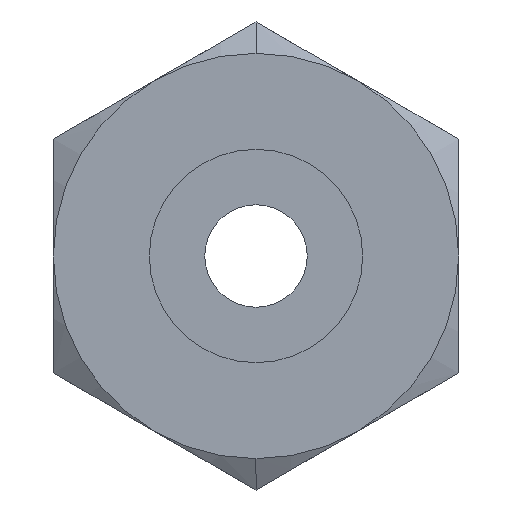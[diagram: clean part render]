
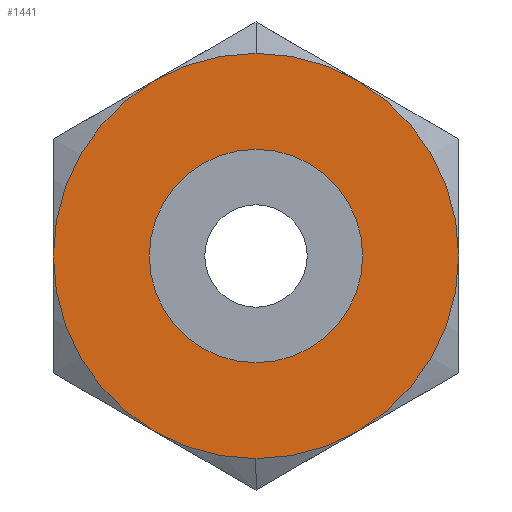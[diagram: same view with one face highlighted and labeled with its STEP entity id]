
A CAD part, left-side view. The second image highlights one B-rep face of the part: STEP entity #1441.
In plain terms, the highlighted planar face has unit normal (-1, 0, 0).
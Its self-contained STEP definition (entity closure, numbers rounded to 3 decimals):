
#102 = DIRECTION ( 'NONE',  ( 1., 0., 0. ) ) ;
#258 = CARTESIAN_POINT ( 'NONE',  ( 0., 0., 5. ) ) ;
#342 = DIRECTION ( 'NONE',  ( 0., 0., 1. ) ) ;
#535 = EDGE_CURVE ( 'NONE', #1761, #1709, #5853, .T. ) ;
#817 = AXIS2_PLACEMENT_3D ( 'NONE', #1450, #5013, #342 ) ;
#886 = ORIENTED_EDGE ( 'NONE', *, *, #535, .T. ) ;
#1227 = CARTESIAN_POINT ( 'NONE',  ( 0., 0., 9.5 ) ) ;
#1273 = ORIENTED_EDGE ( 'NONE', *, *, #7335, .F. ) ;
#1329 = DIRECTION ( 'NONE',  ( 1., 0., 0. ) ) ;
#1391 = DIRECTION ( 'NONE',  ( 0., 0., 1. ) ) ;
#1441 = ADVANCED_FACE ( 'NONE', ( #7221, #4369 ), #6660, .T. ) ;
#1450 = CARTESIAN_POINT ( 'NONE',  ( 0., 0., 0. ) ) ;
#1709 = VERTEX_POINT ( 'NONE', #258 ) ;
#1761 = VERTEX_POINT ( 'NONE', #6782 ) ;
#1944 = VERTEX_POINT ( 'NONE', #3376 ) ;
#1989 = DIRECTION ( 'NONE',  ( -1., 0., 0. ) ) ;
#2264 = CIRCLE ( 'NONE', #4706, 9.5 ) ;
#2464 = CARTESIAN_POINT ( 'NONE',  ( 0., 0., 0. ) ) ;
#2480 = ORIENTED_EDGE ( 'NONE', *, *, #2821, .F. ) ;
#2491 = EDGE_CURVE ( 'NONE', #1709, #1761, #2752, .T. ) ;
#2531 = AXIS2_PLACEMENT_3D ( 'NONE', #3529, #102, #5889 ) ;
#2718 = DIRECTION ( 'NONE',  ( 0., 0., -1. ) ) ;
#2752 = CIRCLE ( 'NONE', #4589, 5. ) ;
#2821 = EDGE_CURVE ( 'NONE', #6899, #1944, #4102, .T. ) ;
#3120 = ORIENTED_EDGE ( 'NONE', *, *, #2491, .T. ) ;
#3376 = CARTESIAN_POINT ( 'NONE',  ( 0., 0., -9.5 ) ) ;
#3491 = AXIS2_PLACEMENT_3D ( 'NONE', #5503, #1989, #1391 ) ;
#3529 = CARTESIAN_POINT ( 'NONE',  ( 0., 0., 0. ) ) ;
#3656 = DIRECTION ( 'NONE',  ( 0., 0., 1. ) ) ;
#4102 = CIRCLE ( 'NONE', #817, 9.5 ) ;
#4369 = FACE_OUTER_BOUND ( 'NONE', #5415, .T. ) ;
#4492 = EDGE_LOOP ( 'NONE', ( #886, #3120 ) ) ;
#4589 = AXIS2_PLACEMENT_3D ( 'NONE', #7187, #1329, #3656 ) ;
#4706 = AXIS2_PLACEMENT_3D ( 'NONE', #2464, #5655, #2718 ) ;
#5013 = DIRECTION ( 'NONE',  ( 1., 0., 0. ) ) ;
#5415 = EDGE_LOOP ( 'NONE', ( #2480, #1273 ) ) ;
#5503 = CARTESIAN_POINT ( 'NONE',  ( 0., 0., 4.75 ) ) ;
#5655 = DIRECTION ( 'NONE',  ( 1., 0., 0. ) ) ;
#5853 = CIRCLE ( 'NONE', #2531, 5. ) ;
#5889 = DIRECTION ( 'NONE',  ( 0., 0., -1. ) ) ;
#6660 = PLANE ( 'NONE',  #3491 ) ;
#6782 = CARTESIAN_POINT ( 'NONE',  ( 0., 0., -5. ) ) ;
#6899 = VERTEX_POINT ( 'NONE', #1227 ) ;
#7187 = CARTESIAN_POINT ( 'NONE',  ( 0., 0., 0. ) ) ;
#7221 = FACE_BOUND ( 'NONE', #4492, .T. ) ;
#7335 = EDGE_CURVE ( 'NONE', #1944, #6899, #2264, .T. ) ;
